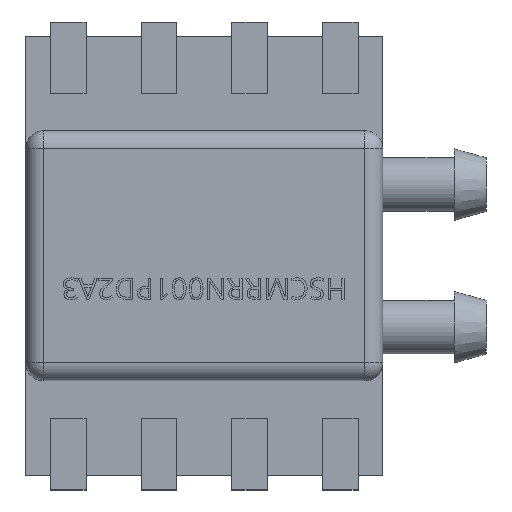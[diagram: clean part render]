
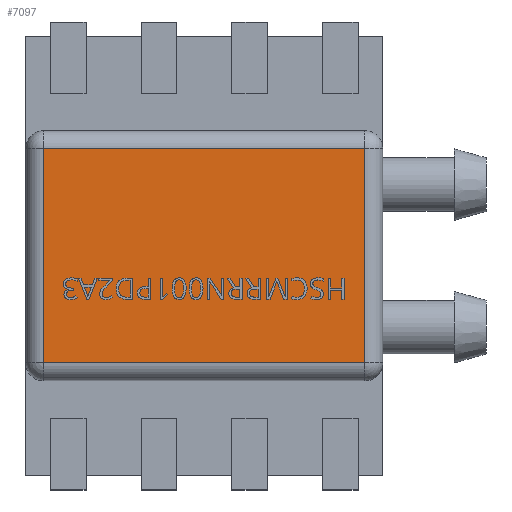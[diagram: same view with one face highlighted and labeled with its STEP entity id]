
A CAD part, top view. The second image highlights one B-rep face of the part: STEP entity #7097.
In plain terms, the highlighted planar face has unit normal (0, 0, 1).
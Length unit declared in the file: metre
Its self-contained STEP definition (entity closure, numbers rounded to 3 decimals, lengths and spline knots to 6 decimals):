
#639=ORIENTED_EDGE('',*,*,#2755,.T.);
#640=ORIENTED_EDGE('',*,*,#2756,.T.);
#641=ORIENTED_EDGE('',*,*,#2757,.T.);
#642=ORIENTED_EDGE('',*,*,#2758,.T.);
#2755=EDGE_CURVE('',#3816,#3817,#4516,.T.);
#2756=EDGE_CURVE('',#3817,#3818,#4517,.F.);
#2757=EDGE_CURVE('',#3818,#3819,#4518,.F.);
#2758=EDGE_CURVE('',#3819,#3816,#4519,.T.);
#3816=VERTEX_POINT('',#9774);
#3817=VERTEX_POINT('',#9775);
#3818=VERTEX_POINT('',#9777);
#3819=VERTEX_POINT('',#9779);
#4516=LINE('',#9773,#5242);
#4517=LINE('',#9776,#5243);
#4518=LINE('',#9778,#5244);
#4519=LINE('',#9780,#5245);
#5242=VECTOR('',#8284,1.);
#5243=VECTOR('',#8285,1.);
#5244=VECTOR('',#8286,1.);
#5245=VECTOR('',#8287,1.);
#5951=EDGE_LOOP('',(#639,#640,#641,#642));
#6401=FACE_BOUND('',#5951,.T.);
#6851=PLANE('',#7862);
#7097=ADVANCED_FACE('',(#6401),#6851,.T.);
#7862=AXIS2_PLACEMENT_3D('',#9772,#8282,#8283);
#8282=DIRECTION('',(0.,0.,1.));
#8283=DIRECTION('',(1.,0.,0.));
#8284=DIRECTION('',(0.,-1.,0.));
#8285=DIRECTION('',(-1.,0.,0.));
#8286=DIRECTION('',(0.,-1.,0.));
#8287=DIRECTION('',(-1.,0.,0.));
#9772=CARTESIAN_POINT('',(0.,0.,0.0066));
#9773=CARTESIAN_POINT('',(-0.0045,-0.0035,0.0066));
#9774=CARTESIAN_POINT('',(-0.0045,0.003,0.0066));
#9775=CARTESIAN_POINT('',(-0.0045,-0.003,0.0066));
#9776=CARTESIAN_POINT('',(0.,-0.003,0.0066));
#9777=CARTESIAN_POINT('',(0.0045,-0.003,0.0066));
#9778=CARTESIAN_POINT('',(0.0045,0.,0.0066));
#9779=CARTESIAN_POINT('',(0.0045,0.003,0.0066));
#9780=CARTESIAN_POINT('',(-0.005,0.003,0.0066));
